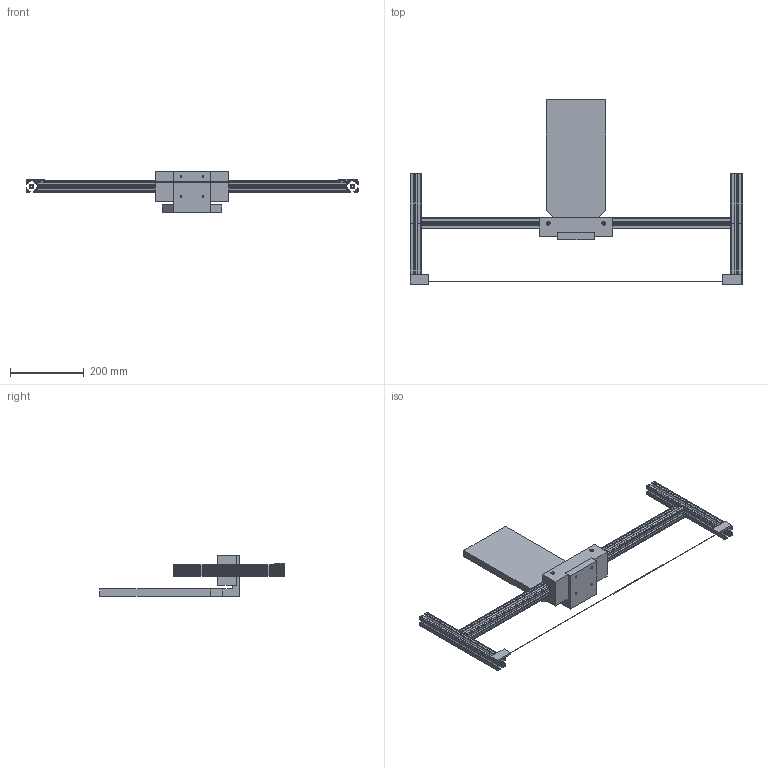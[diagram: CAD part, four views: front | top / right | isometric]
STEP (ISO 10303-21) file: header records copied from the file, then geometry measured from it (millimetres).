
FILE_DESCRIPTION (( 'STEP AP203' ), '1' );
FILE_NAME ('Baugruppe_2D-Styroporschneider.STEP', '2020-02-07T10:02:59', ( '' ), ( '' ), 'SwSTEP 2.0', 'SolidWorks 2019', '' );
FILE_SCHEMA (( 'CONFIG_CONTROL_DESIGN' ));
Length unit declared in the file: millimetre
Products named in the file (4): Augnahme Achse; Baugruppe_2D-Styroporschneider; Gestell heizdraht_Standard<Wie bearbeitet>; Aufnahme Rahmen
Assembly tree (3 placements, depth 2):
  Baugruppe_2D-Styroporschneider
    Augnahme Achse
    Aufnahme Rahmen
    Gestell heizdraht_Standard<Wie bearbeitet>
Bounding box: 900 x 500 x 110 mm (x, y, z)
Volume: 2312989.2 mm3; surface area: 719823.3 mm2
Topology: 12 solids, 12 shells, 943 faces, 2723 edges, 1810 vertices
Faces by surface type: plane 548, cylinder 379, cone 16
Entity records: 31599 total; most frequent: CARTESIAN_POINT 5482, ORIENTED_EDGE 5446, DIRECTION 5395, EDGE_CURVE 2723, VECTOR 1949, LINE 1949, VERTEX_POINT 1810, AXIS2_PLACEMENT_3D 1723
